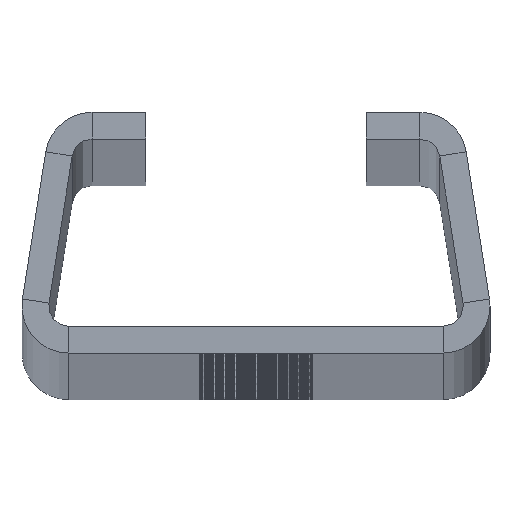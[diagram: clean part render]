
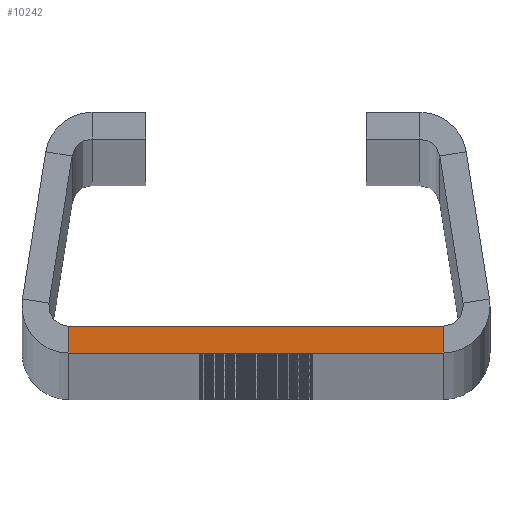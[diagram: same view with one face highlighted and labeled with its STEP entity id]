
A CAD part, top view. The second image highlights one B-rep face of the part: STEP entity #10242.
In plain terms, the highlighted planar face has unit normal (0, 0, 1).
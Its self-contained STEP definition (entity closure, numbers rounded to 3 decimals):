
#262 = VECTOR ( 'NONE', #5389, 1000. ) ;
#352 = EDGE_CURVE ( 'NONE', #9138, #5217, #5659, .T. ) ;
#746 = DIRECTION ( 'NONE',  ( 1., 0., 0. ) ) ;
#1318 = EDGE_LOOP ( 'NONE', ( #6162, #8093, #13039, #12065 ) ) ;
#2167 = PLANE ( 'NONE',  #7099 ) ;
#2551 = CARTESIAN_POINT ( 'NONE',  ( 14.002, 0., 0. ) ) ;
#3410 = EDGE_CURVE ( 'NONE', #9438, #9138, #12166, .T. ) ;
#3677 = CARTESIAN_POINT ( 'NONE',  ( -18.1, 0., 0. ) ) ;
#3927 = VECTOR ( 'NONE', #10389, 1000. ) ;
#4139 = CARTESIAN_POINT ( 'NONE',  ( -14.002, 0., 0. ) ) ;
#4433 = DIRECTION ( 'NONE',  ( 1., 0., 0. ) ) ;
#5217 = VERTEX_POINT ( 'NONE', #9606 ) ;
#5389 = DIRECTION ( 'NONE',  ( 0., -1., 0. ) ) ;
#5504 = LINE ( 'NONE', #12120, #262 ) ;
#5659 = LINE ( 'NONE', #8161, #14294 ) ;
#5713 = CARTESIAN_POINT ( 'NONE',  ( -14.002, 2., 0. ) ) ;
#6162 = ORIENTED_EDGE ( 'NONE', *, *, #3410, .T. ) ;
#7099 = AXIS2_PLACEMENT_3D ( 'NONE', #10021, #11163, #4433 ) ;
#7339 = VERTEX_POINT ( 'NONE', #5713 ) ;
#7855 = VECTOR ( 'NONE', #746, 1000. ) ;
#8093 = ORIENTED_EDGE ( 'NONE', *, *, #352, .T. ) ;
#8161 = CARTESIAN_POINT ( 'NONE',  ( 14.002, 0., 0. ) ) ;
#8225 = LINE ( 'NONE', #8602, #7855 ) ;
#8602 = CARTESIAN_POINT ( 'NONE',  ( -18.1, 2., 0. ) ) ;
#9138 = VERTEX_POINT ( 'NONE', #2551 ) ;
#9438 = VERTEX_POINT ( 'NONE', #4139 ) ;
#9606 = CARTESIAN_POINT ( 'NONE',  ( 14.002, 2., 0. ) ) ;
#9628 = EDGE_CURVE ( 'NONE', #7339, #5217, #8225, .T. ) ;
#10021 = CARTESIAN_POINT ( 'NONE',  ( 15.484, 3.735, 0. ) ) ;
#10116 = FACE_OUTER_BOUND ( 'NONE', #1318, .T. ) ;
#10242 = ADVANCED_FACE ( 'NONE', ( #10116 ), #2167, .T. ) ;
#10389 = DIRECTION ( 'NONE',  ( 1., 0., 0. ) ) ;
#11163 = DIRECTION ( 'NONE',  ( 0., 0., 1. ) ) ;
#11468 = DIRECTION ( 'NONE',  ( 0., 1., 0. ) ) ;
#12065 = ORIENTED_EDGE ( 'NONE', *, *, #12477, .T. ) ;
#12120 = CARTESIAN_POINT ( 'NONE',  ( -14.002, 2., 0. ) ) ;
#12166 = LINE ( 'NONE', #3677, #3927 ) ;
#12477 = EDGE_CURVE ( 'NONE', #7339, #9438, #5504, .T. ) ;
#13039 = ORIENTED_EDGE ( 'NONE', *, *, #9628, .F. ) ;
#14294 = VECTOR ( 'NONE', #11468, 1000. ) ;
